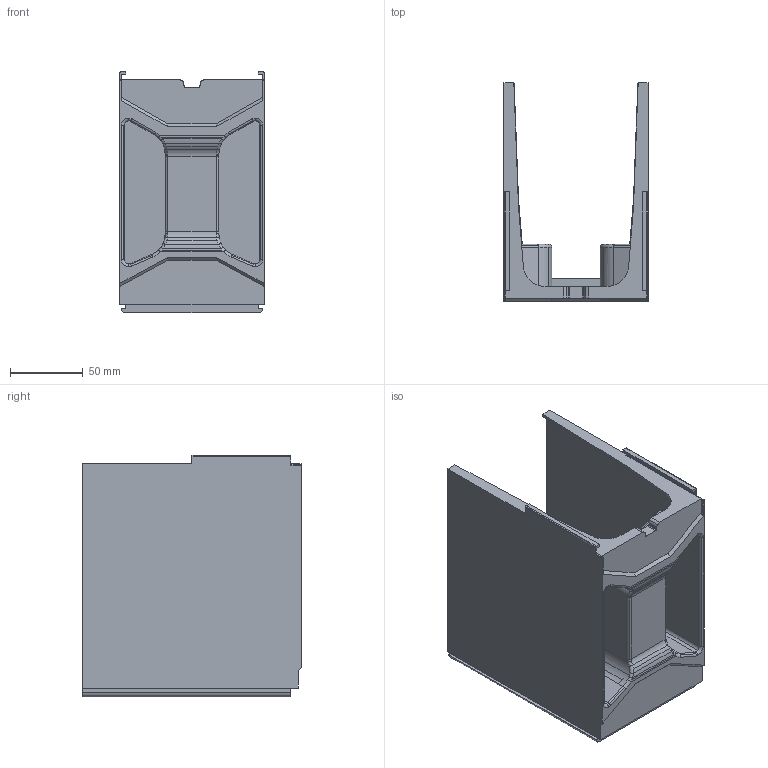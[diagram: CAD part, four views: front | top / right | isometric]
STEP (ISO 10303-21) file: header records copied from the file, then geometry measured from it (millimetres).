
FILE_DESCRIPTION(('CATIA V5 STEP Exchange','CAx-IF Rec.Pracs.--- Model Styling and Organization---1.2---2011-12-15'),'2;1');
FILE_NAME('33733.stp','2015-01-15T12:18:55+00:00',('none'),('none'),'Version 5-6 Release 2012','CATIA V5 STEP AP214','none');
FILE_SCHEMA(('AUTOMOTIVE_DESIGN { 1 0 10303 214 1 1 1 1 }'));
Length unit declared in the file: millimetre
Products named in the file (1): 77290000
Bounding box: 99 x 150 x 166 mm (x, y, z)
Volume: 231377.4 mm3; surface area: 159731.8 mm2
Topology: 1 solids, 1 shells, 245 faces, 670 edges, 428 vertices
Faces by surface type: cylinder 116, plane 85, torus 24, bspline 20
Entity records: 9966 total; most frequent: CARTESIAN_POINT 2388, ORIENTED_EDGE 1340, DIRECTION 989, EDGE_CURVE 670, VERTEX_POINT 428, AXIS2_PLACEMENT_3D 411, VECTOR 352, LINE 352
